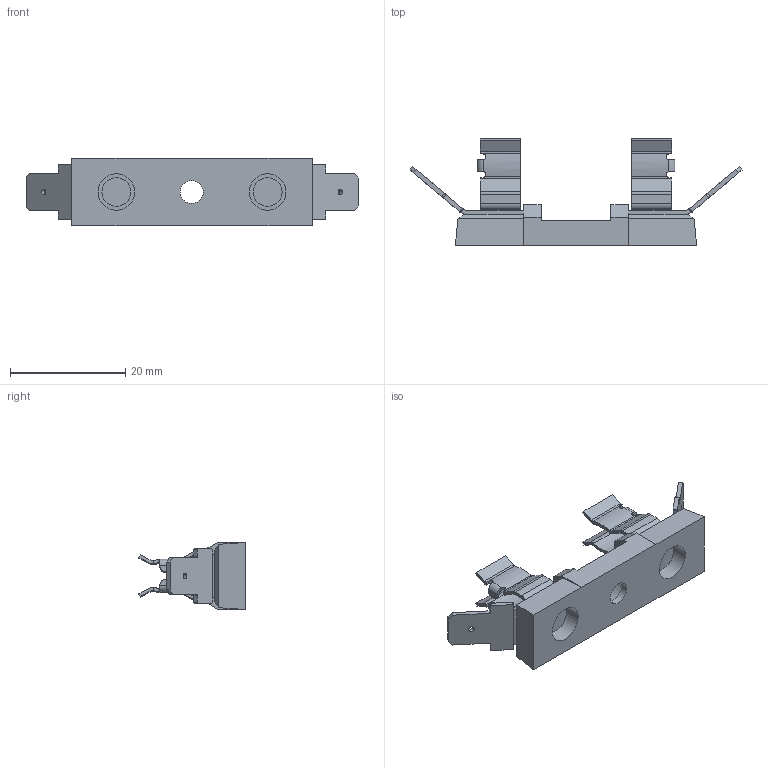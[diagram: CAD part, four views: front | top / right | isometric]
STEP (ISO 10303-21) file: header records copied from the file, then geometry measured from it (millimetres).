
FILE_DESCRIPTION(/* description */ (''),/* implementation_level */ '2;1');
FILE_NAME(/* name */ 'Fuse Holder - CONQUER CQ-201N_.stp',/* time_stamp */ '2019-10-14T03:17:43-04:00',/* author */ ('ASUS'),/* organization */ (''),/* preprocessor_version */ 'ST-DEVELOPER v16.5',/* originating_system */ 'Autodesk Inventor 2017',/* authorisation */ '');
FILE_SCHEMA (('AUTOMOTIVE_DESIGN { 1 0 10303 214 3 1 1 }'));
Length unit declared in the file: millimetre
Products named in the file (5): Fuse Holder - CONQUER CQ-201N_; Fuse Holder Base; Fuse Holder Terminal End Plate; Fuse Holder Clamp; Fuse Holder Pin
Assembly tree (7 placements, depth 2):
  Fuse Holder - CONQUER CQ-201N_
    Fuse Holder Base
    Fuse Holder Terminal End Plate  x2
    Fuse Holder Clamp  x2
    Fuse Holder Pin  x2
Bounding box: 57.69 x 18.46 x 11.66 mm (x, y, z)
Volume: 2627.1 mm3; surface area: 3722.9 mm2
Topology: 7 solids, 7 shells, 265 faces, 716 edges, 472 vertices
Faces by surface type: plane 155, cylinder 98, torus 12
Full cylindrical faces by diameter (mm): 1 x2, 3 x8, 4 x1, 4.2 x2, 5 x2, 6.35 x2, 8 x1
Entity records: 5105 total; most frequent: CARTESIAN_POINT 1025, DIRECTION 838, ORIENTED_EDGE 796, EDGE_CURVE 398, AXIS2_PLACEMENT_3D 291, VERTEX_POINT 270, LINE 256, VECTOR 256
